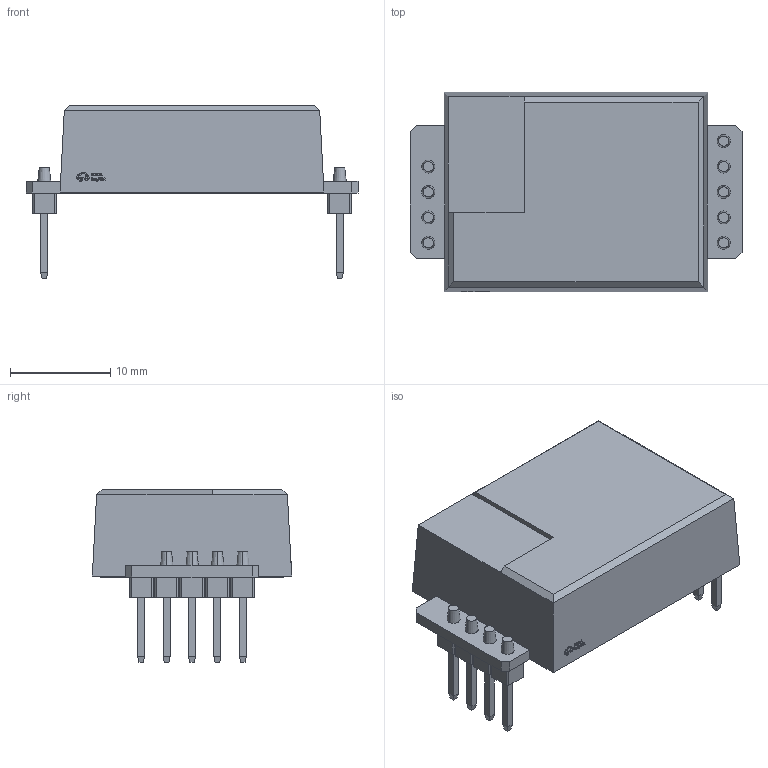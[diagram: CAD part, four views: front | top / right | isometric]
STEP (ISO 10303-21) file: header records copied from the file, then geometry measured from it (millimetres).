
FILE_DESCRIPTION (( 'STEP AP214' ), '1' );
FILE_NAME ('SENSOR-TH_SY-CO2-MH1001A.STEP', '2024-07-02T12:37:03', ( '' ), ( '' ), 'SwSTEP 2.0', 'SolidWorks 2020', '' );
FILE_SCHEMA (( 'AUTOMOTIVE_DESIGN' ));
Length unit declared in the file: millimetre
Products named in the file (1): SENSOR-TH_SY-CO2-MH1001A
Bounding box: 33.15 x 19.9 x 17.2 mm (x, y, z)
Volume: 4573.7 mm3; surface area: 2336 mm2
Topology: 1 solids, 1 shells, 446 faces, 1155 edges, 757 vertices
Faces by surface type: plane 330, bspline 98, cone 18
Entity records: 18855 total; most frequent: CARTESIAN_POINT 3665, ORIENTED_EDGE 2310, DIRECTION 1689, EDGE_CURVE 1155, VECTOR 919, LINE 919, VERTEX_POINT 757, EDGE_LOOP 492
